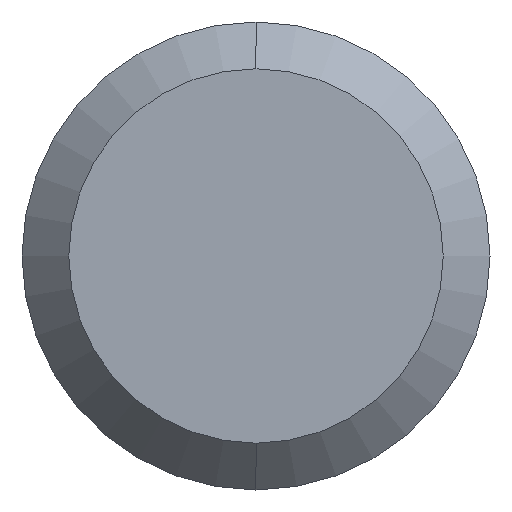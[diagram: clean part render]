
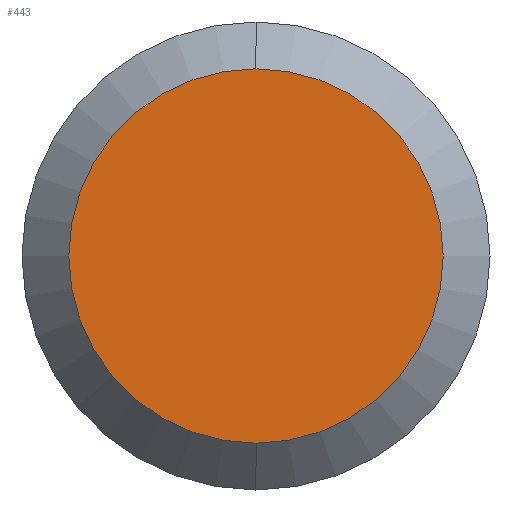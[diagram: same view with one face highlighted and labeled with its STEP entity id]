
A CAD part, left-side view. The second image highlights one B-rep face of the part: STEP entity #443.
In plain terms, the highlighted planar face has unit normal (-1, 0, 0).
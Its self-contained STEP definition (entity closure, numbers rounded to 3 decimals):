
#139 = FACE_OUTER_BOUND ( 'NONE', #333, .T. ) ;
#239 = ORIENTED_EDGE ( 'NONE', *, *, #744, .T. ) ;
#240 = ORIENTED_EDGE ( 'NONE', *, *, #711, .T. ) ;
#257 = AXIS2_PLACEMENT_3D ( 'NONE', #924, #929, #930 ) ;
#263 = VERTEX_POINT ( 'NONE', #676 ) ;
#288 = VERTEX_POINT ( 'NONE', #373 ) ;
#333 = EDGE_LOOP ( 'NONE', ( #239, #240 ) ) ;
#373 = CARTESIAN_POINT ( 'NONE',  ( 0., 0., -4. ) ) ;
#443 = ADVANCED_FACE ( 'NONE', ( #139 ), #925, .F. ) ;
#563 = CARTESIAN_POINT ( 'NONE',  ( 0., 0., 0. ) ) ;
#564 = DIRECTION ( 'NONE',  ( -1., 0., 0. ) ) ;
#565 = DIRECTION ( 'NONE',  ( 0., 0., 1. ) ) ;
#655 = CARTESIAN_POINT ( 'NONE',  ( 0., 0., 0. ) ) ;
#656 = DIRECTION ( 'NONE',  ( -1., 0., 0. ) ) ;
#657 = DIRECTION ( 'NONE',  ( 0., 0., 1. ) ) ;
#676 = CARTESIAN_POINT ( 'NONE',  ( 0., 0., 4. ) ) ;
#711 = EDGE_CURVE ( 'NONE', #263, #288, #838, .T. ) ;
#731 = AXIS2_PLACEMENT_3D ( 'NONE', #563, #564, #565 ) ;
#744 = EDGE_CURVE ( 'NONE', #288, #263, #845, .T. ) ;
#814 = AXIS2_PLACEMENT_3D ( 'NONE', #655, #656, #657 ) ;
#838 = CIRCLE ( 'NONE', #814, 4. ) ;
#845 = CIRCLE ( 'NONE', #731, 4. ) ;
#924 = CARTESIAN_POINT ( 'NONE',  ( 0., 0., 0. ) ) ;
#925 = PLANE ( 'NONE',  #257 ) ;
#929 = DIRECTION ( 'NONE',  ( 1., 0., 0. ) ) ;
#930 = DIRECTION ( 'NONE',  ( 0., 0., -1. ) ) ;
